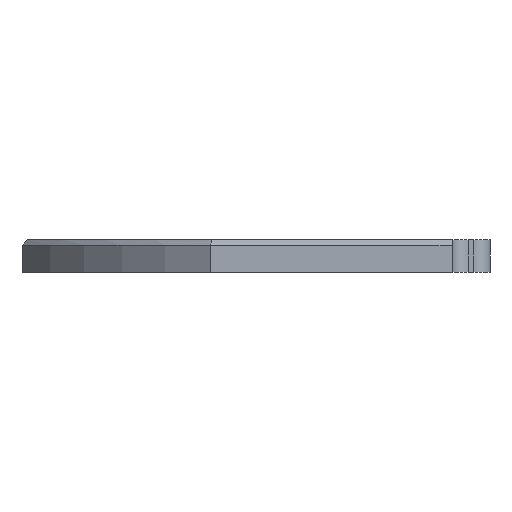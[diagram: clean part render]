
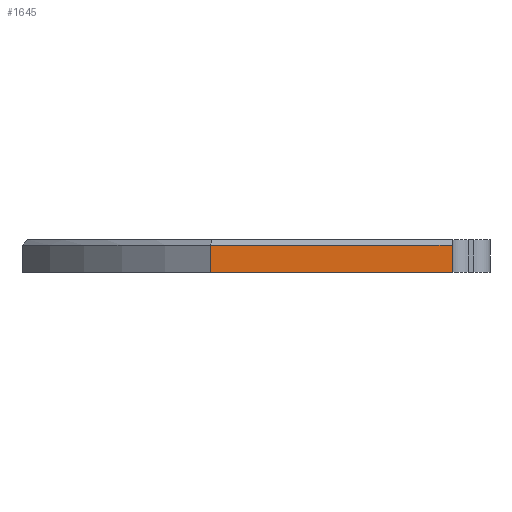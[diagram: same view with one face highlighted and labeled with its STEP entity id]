
A CAD part, left-side view. The second image highlights one B-rep face of the part: STEP entity #1645.
In plain terms, the highlighted planar face has unit normal (-1, 0, 0).
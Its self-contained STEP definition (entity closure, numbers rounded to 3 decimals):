
#1593=CARTESIAN_POINT('Vertex',(-149.759,80.45,0.)) ;
#1596=CARTESIAN_POINT('Line Origine',(-149.759,80.45,6.)) ;
#1600=CARTESIAN_POINT('Vertex',(-149.759,80.45,10.)) ;
#1615=CARTESIAN_POINT('Axis2P3D Location',(-149.759,80.45,0.)) ;
#1620=CARTESIAN_POINT('Line Origine',(-149.759,35.975,0.)) ;
#1624=CARTESIAN_POINT('Vertex',(-149.759,-8.5,0.)) ;
#1627=CARTESIAN_POINT('Line Origine',(-149.759,-8.5,5.)) ;
#1631=CARTESIAN_POINT('Vertex',(-149.759,-8.5,10.)) ;
#1634=CARTESIAN_POINT('Line Origine',(-149.759,35.975,10.)) ;
#1597=DIRECTION('Vector Direction',(0.,0.,1.)) ;
#1616=DIRECTION('Axis2P3D Direction',(-1.,0.,0.)) ;
#1617=DIRECTION('Axis2P3D XDirection',(0.,-1.,0.)) ;
#1621=DIRECTION('Vector Direction',(0.,-1.,0.)) ;
#1628=DIRECTION('Vector Direction',(0.,0.,1.)) ;
#1635=DIRECTION('Vector Direction',(0.,-1.,0.)) ;
#1618=AXIS2_PLACEMENT_3D('Plane Axis2P3D',#1615,#1616,#1617) ;
#1640=ORIENTED_EDGE('',*,*,#1602,.F.) ;
#1641=ORIENTED_EDGE('',*,*,#1626,.T.) ;
#1642=ORIENTED_EDGE('',*,*,#1633,.T.) ;
#1643=ORIENTED_EDGE('',*,*,#1638,.F.) ;
#1598=VECTOR('Line Direction',#1597,1.) ;
#1622=VECTOR('Line Direction',#1621,1.) ;
#1629=VECTOR('Line Direction',#1628,1.) ;
#1636=VECTOR('Line Direction',#1635,1.) ;
#1645=ADVANCED_FACE('Corps principal',(#1644),#1619,.T.) ;
#1602=EDGE_CURVE('',#1594,#1601,#1599,.T.) ;
#1626=EDGE_CURVE('',#1594,#1625,#1623,.T.) ;
#1633=EDGE_CURVE('',#1625,#1632,#1630,.T.) ;
#1638=EDGE_CURVE('',#1601,#1632,#1637,.T.) ;
#1639=EDGE_LOOP('',(#1640,#1641,#1642,#1643)) ;
#1644=FACE_OUTER_BOUND('',#1639,.T.) ;
#1599=LINE('Line',#1596,#1598) ;
#1623=LINE('Line',#1620,#1622) ;
#1630=LINE('Line',#1627,#1629) ;
#1637=LINE('Line',#1634,#1636) ;
#1619=PLANE('',#1618) ;
#1594=VERTEX_POINT('',#1593) ;
#1601=VERTEX_POINT('',#1600) ;
#1625=VERTEX_POINT('',#1624) ;
#1632=VERTEX_POINT('',#1631) ;
